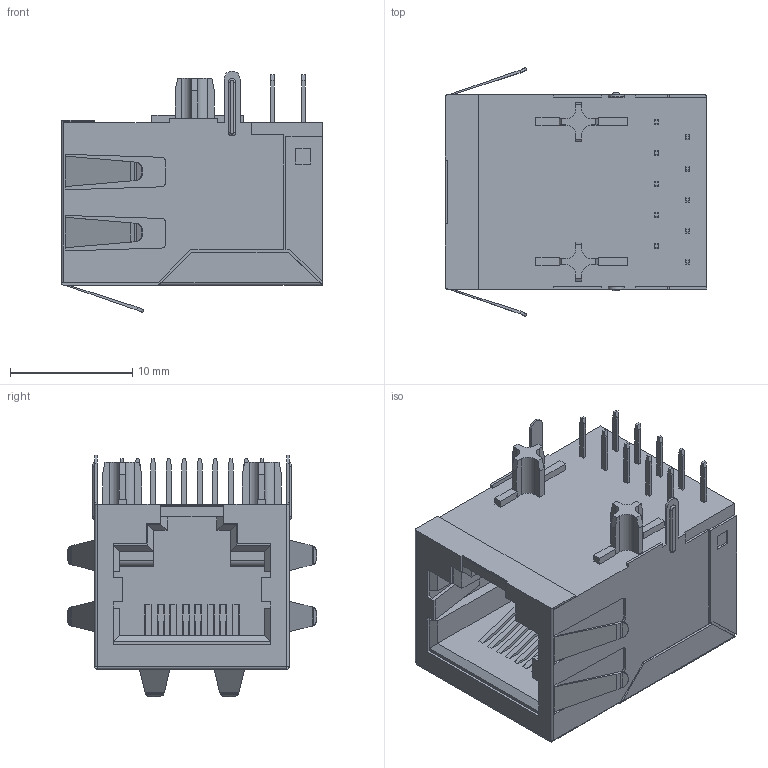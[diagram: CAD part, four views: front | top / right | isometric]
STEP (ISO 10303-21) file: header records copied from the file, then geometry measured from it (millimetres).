
FILE_DESCRIPTION((''),'2;1');
FILE_NAME('K3T1X-033-84','2021-06-04T',('andy'),(''),'PRO/ENGINEER BY PARAMETRIC TECHNOLOGY CORPORATION, 2007370','PRO/ENGINEER BY PARAMETRIC TECHNOLOGY CORPORATION, 2007370','');
FILE_SCHEMA(('CONFIG_CONTROL_DESIGN'));
Length unit declared in the file: millimetre
Products named in the file (1): K3T1X-033-84
Bounding box: 21.35 x 20.36 x 19.76 mm (x, y, z)
Volume: 3382.5 mm3; surface area: 2874.4 mm2
Topology: 1 solids, 3 shells, 546 faces, 1512 edges, 984 vertices
Faces by surface type: plane 459, cylinder 83, bspline 3, torus 1
Entity records: 17363 total; most frequent: CARTESIAN_POINT 3454, ORIENTED_EDGE 3024, DIRECTION 2620, EDGE_CURVE 1512, VECTOR 1312, LINE 1312, VERTEX_POINT 984, AXIS2_PLACEMENT_3D 654
